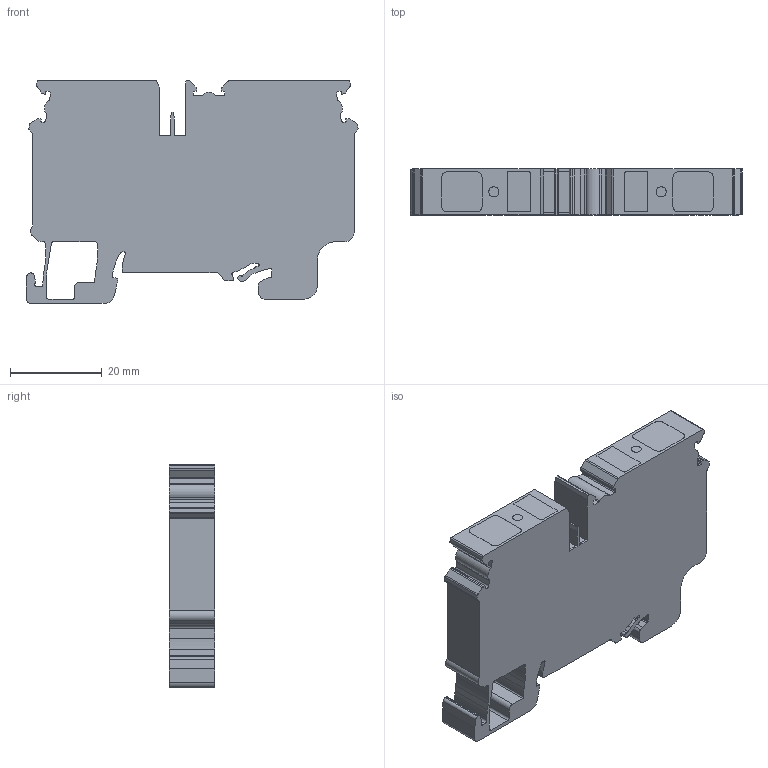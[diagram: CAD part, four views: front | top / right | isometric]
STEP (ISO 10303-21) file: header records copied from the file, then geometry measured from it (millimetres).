
FILE_DESCRIPTION(/* description */ (''),/* implementation_level */ '2;1');
FILE_NAME(/* name */ 'CXG10.stp',/* time_stamp */ '2016-08-16T10:02:02-04:00',/* author */ ('CAD Station'),/* organization */ (''),/* preprocessor_version */ 'ST-DEVELOPER v16.1',/* originating_system */ 'Autodesk Inventor 2016',/* authorisation */ '');
FILE_SCHEMA (('AUTOMOTIVE_DESIGN { 1 0 10303 214 3 1 1 }'));
Length unit declared in the file: metre
Products named in the file (1): CXG10
Bounding box: 72.35 x 10 x 48.5 mm (x, y, z)
Volume: 28007.2 mm3; surface area: 9479.3 mm2
Topology: 1 solids, 2 shells, 268 faces, 774 edges, 516 vertices
Faces by surface type: plane 147, cylinder 121
Full cylindrical faces by diameter (mm): 2.2 x2
Entity records: 9160 total; most frequent: CARTESIAN_POINT 1557, DIRECTION 1554, ORIENTED_EDGE 1544, EDGE_CURVE 772, LINE 528, VECTOR 528, VERTEX_POINT 516, AXIS2_PLACEMENT_3D 513
